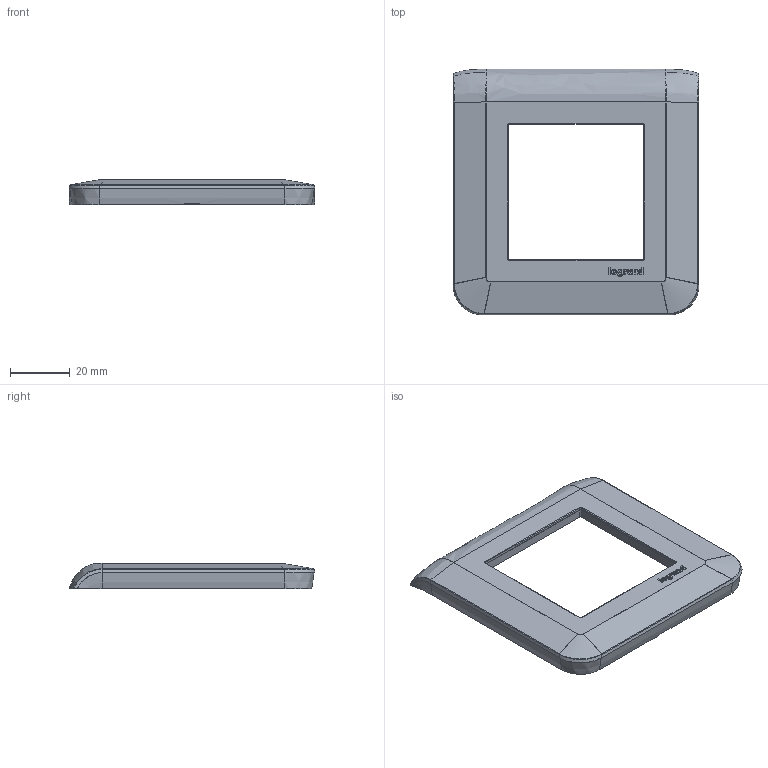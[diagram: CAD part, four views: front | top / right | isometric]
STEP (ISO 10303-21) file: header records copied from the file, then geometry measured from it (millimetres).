
FILE_DESCRIPTION(('CATIA V5 STEP Exchange','CAx-IF Rec.Pracs.--- Model Styling and Organization---1.4--- 2014-01-23'),'2;1');
FILE_NAME('ED07321_A-MOD-10.stp','2020-11-26T07:59:04+00:00',('none'),('none'),'CATIA Version 5-6 Release 2017 SP3','CATIA V5 STEP AP214','none');
FILE_SCHEMA(('AUTOMOTIVE_DESIGN { 1 0 10303 214 1 1 1 1 }'));
Products named in the file (1): ED07321_A
Bounding box: 82 x 82 x 8.6 mm (x, y, z)
Volume: 12485.2 mm3; surface area: 17841 mm2
Topology: 2 solids, 2 shells, 2626 faces, 7306 edges, 4790 vertices
Faces by surface type: plane 2074, bspline 203, cylinder 202, extrusion 84, cone 29, sphere 26, torus 8
Entity records: 97411 total; most frequent: CARTESIAN_POINT 37152, ORIENTED_EDGE 14560, DIRECTION 8782, EDGE_CURVE 7280, VERTEX_POINT 4790, VECTOR 4787, LINE 4703, EDGE_LOOP 2760
